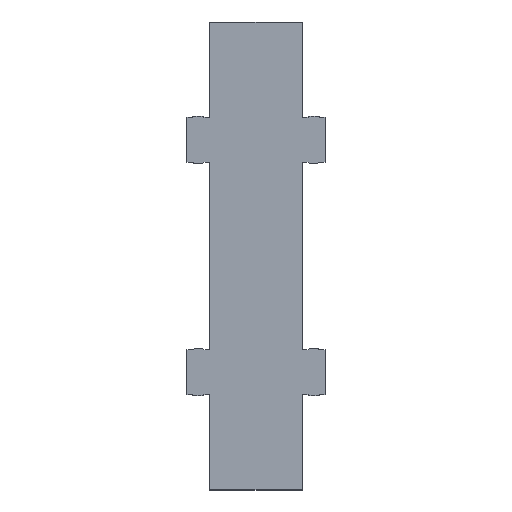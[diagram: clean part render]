
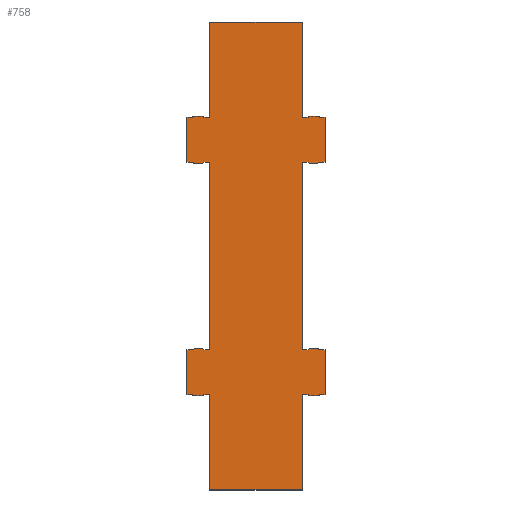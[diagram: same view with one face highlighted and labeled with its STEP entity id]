
A CAD part, top view. The second image highlights one B-rep face of the part: STEP entity #758.
In plain terms, the highlighted planar face has unit normal (0, 0, 1).
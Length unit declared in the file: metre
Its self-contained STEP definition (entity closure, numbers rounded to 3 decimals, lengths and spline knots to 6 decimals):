
#40=PLANE('',#817);
#46=LINE('',#1033,#138);
#49=LINE('',#1039,#141);
#52=LINE('',#1045,#144);
#56=LINE('',#1070,#148);
#59=LINE('',#1076,#151);
#62=LINE('',#1082,#154);
#66=LINE('',#1107,#158);
#69=LINE('',#1113,#161);
#72=LINE('',#1119,#164);
#75=LINE('',#1125,#167);
#78=LINE('',#1131,#170);
#82=LINE('',#1156,#174);
#85=LINE('',#1162,#177);
#88=LINE('',#1168,#180);
#92=LINE('',#1193,#184);
#95=LINE('',#1199,#187);
#98=LINE('',#1205,#190);
#102=LINE('',#1230,#194);
#105=LINE('',#1236,#197);
#108=LINE('',#1242,#200);
#112=LINE('',#1267,#204);
#115=LINE('',#1273,#207);
#118=LINE('',#1279,#210);
#121=LINE('',#1285,#213);
#124=LINE('',#1291,#216);
#128=LINE('',#1316,#220);
#131=LINE('',#1322,#223);
#133=LINE('',#1325,#225);
#138=VECTOR('',#831,1.);
#141=VECTOR('',#836,1.);
#144=VECTOR('',#841,1.);
#148=VECTOR('',#851,1.);
#151=VECTOR('',#856,1.);
#154=VECTOR('',#861,1.);
#158=VECTOR('',#871,1.);
#161=VECTOR('',#876,1.);
#164=VECTOR('',#881,1.);
#167=VECTOR('',#886,1.);
#170=VECTOR('',#891,1.);
#174=VECTOR('',#901,1.);
#177=VECTOR('',#906,1.);
#180=VECTOR('',#911,1.);
#184=VECTOR('',#921,1.);
#187=VECTOR('',#926,1.);
#190=VECTOR('',#931,1.);
#194=VECTOR('',#941,1.);
#197=VECTOR('',#946,1.);
#200=VECTOR('',#951,1.);
#204=VECTOR('',#961,1.);
#207=VECTOR('',#966,1.);
#210=VECTOR('',#971,1.);
#213=VECTOR('',#976,1.);
#216=VECTOR('',#981,1.);
#220=VECTOR('',#991,1.);
#223=VECTOR('',#996,1.);
#225=VECTOR('',#1000,1.);
#370=ORIENTED_EDGE('',*,*,#444,.T.);
#371=ORIENTED_EDGE('',*,*,#448,.F.);
#372=ORIENTED_EDGE('',*,*,#451,.F.);
#373=ORIENTED_EDGE('',*,*,#454,.T.);
#374=ORIENTED_EDGE('',*,*,#457,.T.);
#375=ORIENTED_EDGE('',*,*,#460,.T.);
#376=ORIENTED_EDGE('',*,*,#463,.T.);
#377=ORIENTED_EDGE('',*,*,#466,.F.);
#378=ORIENTED_EDGE('',*,*,#469,.T.);
#379=ORIENTED_EDGE('',*,*,#472,.F.);
#380=ORIENTED_EDGE('',*,*,#475,.F.);
#381=ORIENTED_EDGE('',*,*,#478,.T.);
#382=ORIENTED_EDGE('',*,*,#481,.T.);
#383=ORIENTED_EDGE('',*,*,#484,.T.);
#384=ORIENTED_EDGE('',*,*,#487,.T.);
#385=ORIENTED_EDGE('',*,*,#490,.T.);
#386=ORIENTED_EDGE('',*,*,#493,.F.);
#387=ORIENTED_EDGE('',*,*,#496,.F.);
#388=ORIENTED_EDGE('',*,*,#499,.T.);
#389=ORIENTED_EDGE('',*,*,#502,.F.);
#390=ORIENTED_EDGE('',*,*,#505,.T.);
#391=ORIENTED_EDGE('',*,*,#508,.T.);
#392=ORIENTED_EDGE('',*,*,#511,.T.);
#393=ORIENTED_EDGE('',*,*,#514,.T.);
#394=ORIENTED_EDGE('',*,*,#517,.T.);
#395=ORIENTED_EDGE('',*,*,#520,.F.);
#396=ORIENTED_EDGE('',*,*,#523,.T.);
#397=ORIENTED_EDGE('',*,*,#526,.F.);
#398=ORIENTED_EDGE('',*,*,#529,.T.);
#399=ORIENTED_EDGE('',*,*,#532,.F.);
#400=ORIENTED_EDGE('',*,*,#535,.F.);
#401=ORIENTED_EDGE('',*,*,#538,.T.);
#402=ORIENTED_EDGE('',*,*,#541,.T.);
#403=ORIENTED_EDGE('',*,*,#544,.T.);
#404=ORIENTED_EDGE('',*,*,#547,.F.);
#405=ORIENTED_EDGE('',*,*,#549,.F.);
#444=EDGE_CURVE('',#553,#552,#623,.T.);
#448=EDGE_CURVE('',#555,#552,#46,.T.);
#451=EDGE_CURVE('',#557,#555,#49,.T.);
#454=EDGE_CURVE('',#557,#559,#52,.T.);
#457=EDGE_CURVE('',#559,#561,#625,.T.);
#460=EDGE_CURVE('',#561,#563,#56,.T.);
#463=EDGE_CURVE('',#563,#565,#59,.T.);
#466=EDGE_CURVE('',#567,#565,#62,.T.);
#469=EDGE_CURVE('',#567,#569,#627,.T.);
#472=EDGE_CURVE('',#571,#569,#66,.T.);
#475=EDGE_CURVE('',#573,#571,#69,.T.);
#478=EDGE_CURVE('',#573,#575,#72,.T.);
#481=EDGE_CURVE('',#575,#577,#75,.T.);
#484=EDGE_CURVE('',#577,#579,#78,.T.);
#487=EDGE_CURVE('',#579,#581,#629,.T.);
#490=EDGE_CURVE('',#581,#583,#82,.T.);
#493=EDGE_CURVE('',#585,#583,#85,.T.);
#496=EDGE_CURVE('',#587,#585,#88,.T.);
#499=EDGE_CURVE('',#587,#589,#631,.T.);
#502=EDGE_CURVE('',#591,#589,#92,.T.);
#505=EDGE_CURVE('',#591,#593,#95,.T.);
#508=EDGE_CURVE('',#593,#595,#98,.T.);
#511=EDGE_CURVE('',#595,#597,#633,.T.);
#514=EDGE_CURVE('',#597,#599,#102,.T.);
#517=EDGE_CURVE('',#599,#601,#105,.T.);
#520=EDGE_CURVE('',#603,#601,#108,.T.);
#523=EDGE_CURVE('',#603,#605,#635,.T.);
#526=EDGE_CURVE('',#607,#605,#112,.T.);
#529=EDGE_CURVE('',#607,#609,#115,.T.);
#532=EDGE_CURVE('',#611,#609,#118,.T.);
#535=EDGE_CURVE('',#613,#611,#121,.T.);
#538=EDGE_CURVE('',#613,#615,#124,.T.);
#541=EDGE_CURVE('',#615,#617,#637,.T.);
#544=EDGE_CURVE('',#617,#619,#128,.T.);
#547=EDGE_CURVE('',#621,#619,#131,.T.);
#549=EDGE_CURVE('',#553,#621,#133,.T.);
#552=VERTEX_POINT('',#1024);
#553=VERTEX_POINT('',#1026);
#555=VERTEX_POINT('',#1032);
#557=VERTEX_POINT('',#1038);
#559=VERTEX_POINT('',#1044);
#561=VERTEX_POINT('',#1063);
#563=VERTEX_POINT('',#1069);
#565=VERTEX_POINT('',#1075);
#567=VERTEX_POINT('',#1081);
#569=VERTEX_POINT('',#1100);
#571=VERTEX_POINT('',#1106);
#573=VERTEX_POINT('',#1112);
#575=VERTEX_POINT('',#1118);
#577=VERTEX_POINT('',#1124);
#579=VERTEX_POINT('',#1130);
#581=VERTEX_POINT('',#1149);
#583=VERTEX_POINT('',#1155);
#585=VERTEX_POINT('',#1161);
#587=VERTEX_POINT('',#1167);
#589=VERTEX_POINT('',#1186);
#591=VERTEX_POINT('',#1192);
#593=VERTEX_POINT('',#1198);
#595=VERTEX_POINT('',#1204);
#597=VERTEX_POINT('',#1223);
#599=VERTEX_POINT('',#1229);
#601=VERTEX_POINT('',#1235);
#603=VERTEX_POINT('',#1241);
#605=VERTEX_POINT('',#1260);
#607=VERTEX_POINT('',#1266);
#609=VERTEX_POINT('',#1272);
#611=VERTEX_POINT('',#1278);
#613=VERTEX_POINT('',#1284);
#615=VERTEX_POINT('',#1290);
#617=VERTEX_POINT('',#1309);
#619=VERTEX_POINT('',#1315);
#621=VERTEX_POINT('',#1321);
#623=ELLIPSE('',#774,0.00075,0.000125);
#625=ELLIPSE('',#779,0.00075,0.000125);
#627=ELLIPSE('',#784,0.00075,0.000125);
#629=ELLIPSE('',#791,0.00075,0.000125);
#631=ELLIPSE('',#796,0.00075,0.000125);
#633=ELLIPSE('',#801,0.00075,0.000125);
#635=ELLIPSE('',#806,0.00075,0.000125);
#637=ELLIPSE('',#813,0.00075,0.000125);
#674=EDGE_LOOP('',(#370,#371,#372,#373,#374,#375,#376,#377,#378,#379,#380,
#381,#382,#383,#384,#385,#386,#387,#388,#389,#390,#391,#392,#393,#394,#395,
#396,#397,#398,#399,#400,#401,#402,#403,#404,#405));
#712=FACE_BOUND('',#674,.T.);
#758=ADVANCED_FACE('',(#712),#40,.T.);
#774=AXIS2_PLACEMENT_3D('',#1025,#824,#825);
#779=AXIS2_PLACEMENT_3D('',#1064,#845,#846);
#784=AXIS2_PLACEMENT_3D('',#1101,#865,#866);
#791=AXIS2_PLACEMENT_3D('',#1150,#895,#896);
#796=AXIS2_PLACEMENT_3D('',#1187,#915,#916);
#801=AXIS2_PLACEMENT_3D('',#1224,#935,#936);
#806=AXIS2_PLACEMENT_3D('',#1261,#955,#956);
#813=AXIS2_PLACEMENT_3D('',#1310,#985,#986);
#817=AXIS2_PLACEMENT_3D('',#1326,#1001,#1002);
#824=DIRECTION('',(0.,0.,1.));
#825=DIRECTION('',(-1.,0.,0.));
#831=DIRECTION('',(-1.,0.,0.));
#836=DIRECTION('',(0.,1.,0.));
#841=DIRECTION('',(-1.,0.,0.));
#845=DIRECTION('',(0.,0.,1.));
#846=DIRECTION('',(1.,0.,0.));
#851=DIRECTION('',(-1.,0.,0.));
#856=DIRECTION('',(0.,-1.,0.));
#861=DIRECTION('',(-1.,0.,0.));
#865=DIRECTION('',(0.,0.,1.));
#866=DIRECTION('',(-1.,0.,0.));
#871=DIRECTION('',(-1.,0.,0.));
#876=DIRECTION('',(0.,1.,0.));
#881=DIRECTION('',(1.,0.,0.));
#886=DIRECTION('',(0.,1.,0.));
#891=DIRECTION('',(1.,0.,0.));
#895=DIRECTION('',(0.,0.,1.));
#896=DIRECTION('',(-1.,0.,0.));
#901=DIRECTION('',(1.,0.,0.));
#906=DIRECTION('',(0.,-1.,0.));
#911=DIRECTION('',(1.,0.,0.));
#915=DIRECTION('',(0.,0.,1.));
#916=DIRECTION('',(1.,0.,0.));
#921=DIRECTION('',(1.,0.,0.));
#926=DIRECTION('',(0.,1.,0.));
#931=DIRECTION('',(1.,0.,0.));
#935=DIRECTION('',(0.,0.,1.));
#936=DIRECTION('',(-1.,0.,0.));
#941=DIRECTION('',(1.,0.,0.));
#946=DIRECTION('',(0.,1.,0.));
#951=DIRECTION('',(1.,0.,0.));
#955=DIRECTION('',(0.,0.,1.));
#956=DIRECTION('',(1.,0.,0.));
#961=DIRECTION('',(1.,0.,0.));
#966=DIRECTION('',(0.,1.,0.));
#971=DIRECTION('',(1.,0.,0.));
#976=DIRECTION('',(0.,1.,0.));
#981=DIRECTION('',(-1.,0.,0.));
#985=DIRECTION('',(0.,0.,1.));
#986=DIRECTION('',(1.,0.,0.));
#991=DIRECTION('',(-1.,0.,0.));
#996=DIRECTION('',(0.,1.,0.));
#1000=DIRECTION('',(-1.,0.,0.));
#1001=DIRECTION('',(0.,0.,1.));
#1002=DIRECTION('',(1.,0.,0.));
#1024=CARTESIAN_POINT('',(-0.0069,0.0124,0.003));
#1025=CARTESIAN_POINT('',(-0.00765,0.0124,0.003));
#1026=CARTESIAN_POINT('',(-0.0084,0.0124,0.003));
#1032=CARTESIAN_POINT('',(-0.00615,0.0124,0.003));
#1033=CARTESIAN_POINT('',(-0.006525,0.0124,0.003));
#1038=CARTESIAN_POINT('',(-0.00615,-0.0124,0.003));
#1039=CARTESIAN_POINT('',(-0.00615,0.,0.003));
#1044=CARTESIAN_POINT('',(-0.0069,-0.0124,0.003));
#1045=CARTESIAN_POINT('',(-0.006525,-0.0124,0.003));
#1063=CARTESIAN_POINT('',(-0.0084,-0.0124,0.003));
#1064=CARTESIAN_POINT('',(-0.00765,-0.0124,0.003));
#1069=CARTESIAN_POINT('',(-0.00915,-0.0124,0.003));
#1070=CARTESIAN_POINT('',(-0.008775,-0.0124,0.003));
#1075=CARTESIAN_POINT('',(-0.00915,-0.0184,0.003));
#1076=CARTESIAN_POINT('',(-0.00915,-0.0154,0.003));
#1081=CARTESIAN_POINT('',(-0.0084,-0.0184,0.003));
#1082=CARTESIAN_POINT('',(-0.008775,-0.0184,0.003));
#1100=CARTESIAN_POINT('',(-0.0069,-0.0184,0.003));
#1101=CARTESIAN_POINT('',(-0.00765,-0.0184,0.003));
#1106=CARTESIAN_POINT('',(-0.00615,-0.0184,0.003));
#1107=CARTESIAN_POINT('',(-0.006525,-0.0184,0.003));
#1112=CARTESIAN_POINT('',(-0.00615,-0.031,0.003));
#1113=CARTESIAN_POINT('',(-0.00615,-0.0247,0.003));
#1118=CARTESIAN_POINT('',(0.00615,-0.031,0.003));
#1119=CARTESIAN_POINT('',(0.,-0.031,0.003));
#1124=CARTESIAN_POINT('',(0.00615,-0.0184,0.003));
#1125=CARTESIAN_POINT('',(0.00615,-0.0247,0.003));
#1130=CARTESIAN_POINT('',(0.0069,-0.0184,0.003));
#1131=CARTESIAN_POINT('',(0.006525,-0.0184,0.003));
#1149=CARTESIAN_POINT('',(0.0084,-0.0184,0.003));
#1150=CARTESIAN_POINT('',(0.00765,-0.0184,0.003));
#1155=CARTESIAN_POINT('',(0.00915,-0.0184,0.003));
#1156=CARTESIAN_POINT('',(0.008775,-0.0184,0.003));
#1161=CARTESIAN_POINT('',(0.00915,-0.0124,0.003));
#1162=CARTESIAN_POINT('',(0.00915,-0.0154,0.003));
#1167=CARTESIAN_POINT('',(0.0084,-0.0124,0.003));
#1168=CARTESIAN_POINT('',(0.008775,-0.0124,0.003));
#1186=CARTESIAN_POINT('',(0.0069,-0.0124,0.003));
#1187=CARTESIAN_POINT('',(0.00765,-0.0124,0.003));
#1192=CARTESIAN_POINT('',(0.00615,-0.0124,0.003));
#1193=CARTESIAN_POINT('',(0.006525,-0.0124,0.003));
#1198=CARTESIAN_POINT('',(0.00615,0.0124,0.003));
#1199=CARTESIAN_POINT('',(0.00615,0.,0.003));
#1204=CARTESIAN_POINT('',(0.0069,0.0124,0.003));
#1205=CARTESIAN_POINT('',(0.006525,0.0124,0.003));
#1223=CARTESIAN_POINT('',(0.0084,0.0124,0.003));
#1224=CARTESIAN_POINT('',(0.00765,0.0124,0.003));
#1229=CARTESIAN_POINT('',(0.00915,0.0124,0.003));
#1230=CARTESIAN_POINT('',(0.008775,0.0124,0.003));
#1235=CARTESIAN_POINT('',(0.00915,0.0184,0.003));
#1236=CARTESIAN_POINT('',(0.00915,0.0154,0.003));
#1241=CARTESIAN_POINT('',(0.0084,0.0184,0.003));
#1242=CARTESIAN_POINT('',(0.008775,0.0184,0.003));
#1260=CARTESIAN_POINT('',(0.0069,0.0184,0.003));
#1261=CARTESIAN_POINT('',(0.00765,0.0184,0.003));
#1266=CARTESIAN_POINT('',(0.00615,0.0184,0.003));
#1267=CARTESIAN_POINT('',(0.006525,0.0184,0.003));
#1272=CARTESIAN_POINT('',(0.00615,0.031,0.003));
#1273=CARTESIAN_POINT('',(0.00615,0.0247,0.003));
#1278=CARTESIAN_POINT('',(-0.00615,0.031,0.003));
#1279=CARTESIAN_POINT('',(0.,0.031,0.003));
#1284=CARTESIAN_POINT('',(-0.00615,0.0184,0.003));
#1285=CARTESIAN_POINT('',(-0.00615,0.0247,0.003));
#1290=CARTESIAN_POINT('',(-0.0069,0.0184,0.003));
#1291=CARTESIAN_POINT('',(-0.006525,0.0184,0.003));
#1309=CARTESIAN_POINT('',(-0.0084,0.0184,0.003));
#1310=CARTESIAN_POINT('',(-0.00765,0.0184,0.003));
#1315=CARTESIAN_POINT('',(-0.00915,0.0184,0.003));
#1316=CARTESIAN_POINT('',(-0.008775,0.0184,0.003));
#1321=CARTESIAN_POINT('',(-0.00915,0.0124,0.003));
#1322=CARTESIAN_POINT('',(-0.00915,0.0154,0.003));
#1325=CARTESIAN_POINT('',(-0.008775,0.0124,0.003));
#1326=CARTESIAN_POINT('',(0.,0.,0.003));
